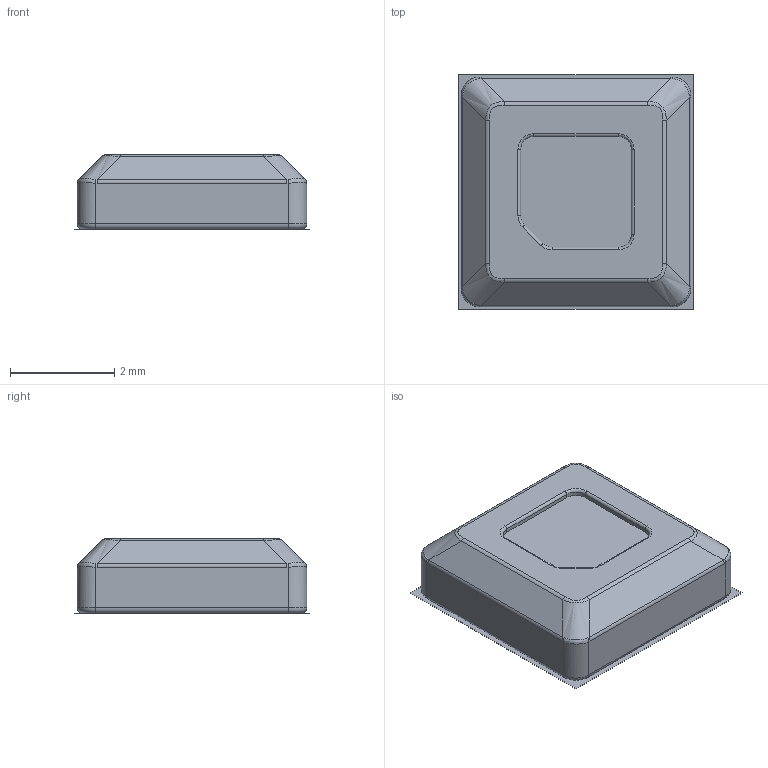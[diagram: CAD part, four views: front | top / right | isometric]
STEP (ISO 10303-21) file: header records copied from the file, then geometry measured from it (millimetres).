
FILE_DESCRIPTION(/* description */ ('','CAx-IF Rec.Pracs.---Representation and Presentation of Product Manufacturing Information (PMI)---4.0---2014-10-13'),/* implementation_level */ '2;1');
FILE_NAME(/* name */ 'MV-1_Embedded_Microvalve_2025_02_20.step',/* time_stamp */ '2025-02-20T17:20:28-05:00',/* author */ (''),/* organization */ (''),/* preprocessor_version */ 'ST-DEVELOPER v20',/* originating_system */ 'Autodesk Translation Framework v13.20.0.188',/* authorisation */ '');
FILE_SCHEMA (('AP242_MANAGED_MODEL_BASED_3D_ENGINEERING_MIM_LF { 1 0 10303 442 1 1 4 }'));
Length unit declared in the file: millimetre
Products named in the file (3): MV-1_Embedded_Microvalve_2025_02_03; Valve Subassembly; Safe area
Assembly tree (2 placements, depth 2):
  MV-1_Embedded_Microvalve_2025_02_03
    Valve Subassembly
    Safe area
Bounding box: 4.5 x 4.5 x 1.43 mm (x, y, z)
Volume: 24.8 mm3; surface area: 64.3 mm2
Topology: 2 solids, 2 shells, 196 faces, 489 edges, 312 vertices
Faces by surface type: plane 99, bspline 55, cylinder 33, torus 9
Full cylindrical faces by diameter (mm): 0.35 x3
Entity records: 6830 total; most frequent: CARTESIAN_POINT 2362, ORIENTED_EDGE 978, DIRECTION 758, EDGE_CURVE 489, VERTEX_POINT 312, LINE 308, VECTOR 308, AXIS2_PLACEMENT_3D 225
